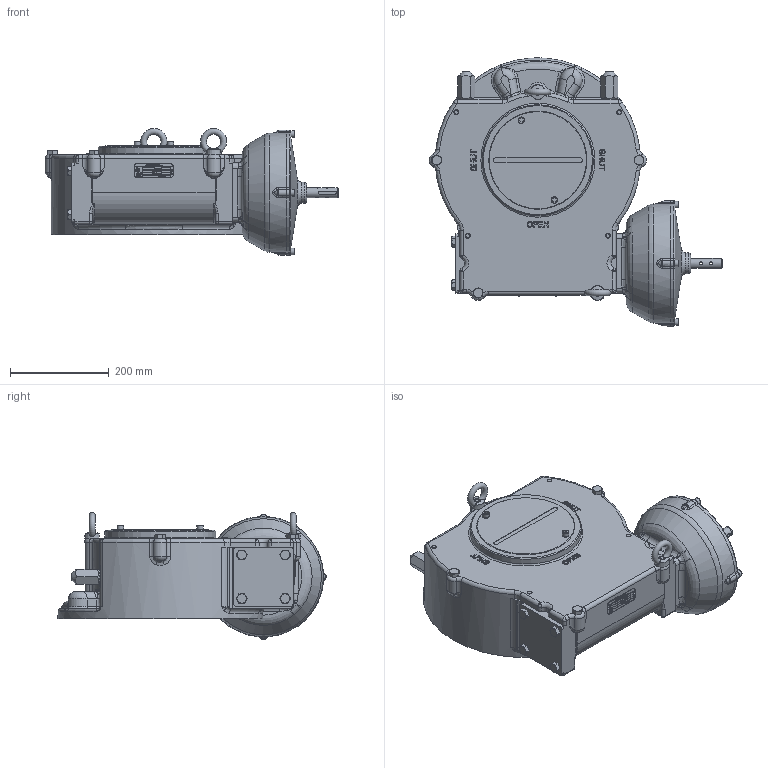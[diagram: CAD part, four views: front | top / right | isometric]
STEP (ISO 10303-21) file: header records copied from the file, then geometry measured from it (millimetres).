
FILE_DESCRIPTION(/* description */ ('Unknown'),/* implementation_level */ '2;1');
FILE_NAME(/* name */ 'A200SS-PR10 LH r01',/* time_stamp */ '2018-05-24T10:55:19+02:00',/* author */ ('Unknown'),/* organization */ ('Unknown'),/* preprocessor_version */ 'ST-DEVELOPER v16.7',/* originating_system */ 'DEX',/* authorisation */ $);
FILE_SCHEMA (('AUTOMOTIVE_DESIGN {1 0 10303 214 3 1 1}'));
Products named in the file (1): A200SS-PR10 LH
Bounding box: 594.45 x 543.47 x 256.89 mm (x, y, z)
Volume: 28632487.4 mm3; surface area: 913886.4 mm2
Topology: 27 solids, 28 shells, 2207 faces, 5427 edges, 3483 vertices
Faces by surface type: plane 1402, bspline 373, cylinder 176, cone 125, torus 119, sphere 12
Full cylindrical faces by diameter (mm): 6 x2, 8 x1, 8.5 x4, 8.6 x4, 10 x4, 12 x8, 13 x2, 13.27 x6, 18 x2, 20 x3, 22.098 x1, 29.583 x1, 30 x1, 35 x7, 37 x4, 39 x2, 62 x6, 65 x1, 189.87 x1, 200 x1, 200.55 x1, 225 x1, 415 x1
Entity records: 77187 total; most frequent: CARTESIAN_POINT 28506, ORIENTED_EDGE 10356, DIRECTION 8218, EDGE_CURVE 5178, VERTEX_POINT 3442, LINE 2966, VECTOR 2966, FACE_BOUND 2670
